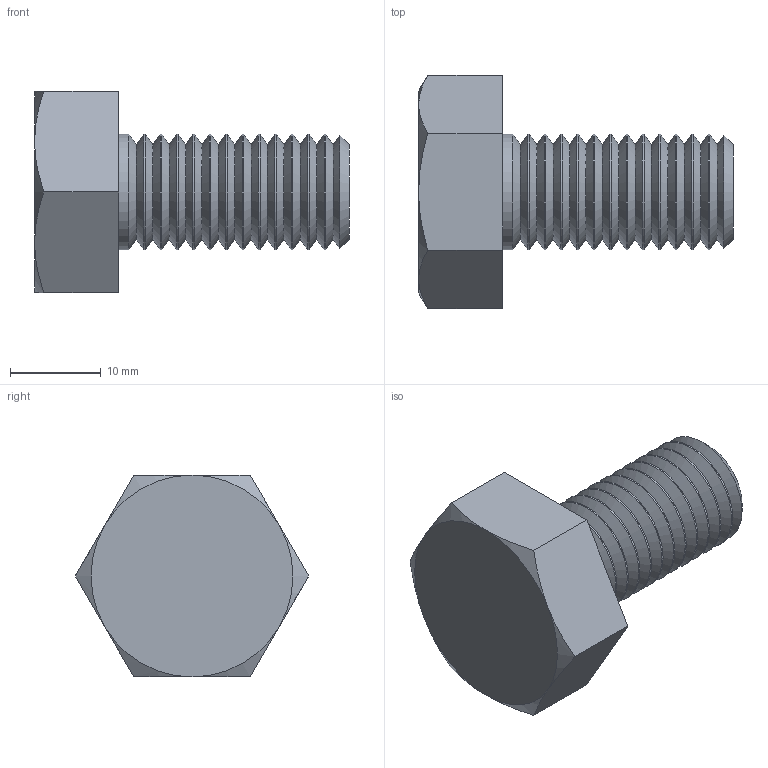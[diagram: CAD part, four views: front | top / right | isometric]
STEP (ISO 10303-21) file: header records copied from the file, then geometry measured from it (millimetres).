
FILE_DESCRIPTION (( 'STEP AP203' ), '1' );
FILE_NAME ('D4_Fastener.STEP', '2026-01-30T12:07:09', ( '' ), ( '' ), 'SwSTEP 2.0', 'SolidWorks 2017', '' );
FILE_SCHEMA (( 'CONFIG_CONTROL_DESIGN' ));
Length unit declared in the file: inch
Products named in the file (2): D4_Fastener; HHBOLT 0.5000-13x1x1-S_HHBOLT 0.5000-13x1x1-S
Assembly tree (1 placements, depth 2):
  D4_Fastener
    HHBOLT 0.5000-13x1x1-S_HHBOLT 0.5000-13x1x1-S
Bounding box: 34.65 x 25.66 x 22.23 mm (x, y, z)
Volume: 6674.2 mm3; surface area: 3021.3 mm2
Topology: 1 solids, 1 shells, 55 faces, 114 edges, 62 vertices
Faces by surface type: cone 33, cylinder 13, plane 9
Full cylindrical faces by diameter (mm): 12.7 x13
Entity records: 1444 total; most frequent: CARTESIAN_POINT 265, DIRECTION 224, ORIENTED_EDGE 142, AXIS2_PLACEMENT_3D 106, EDGE_LOOP 96, EDGE_CURVE 71, FACE_OUTER_BOUND 68, VERTEX_POINT 59
